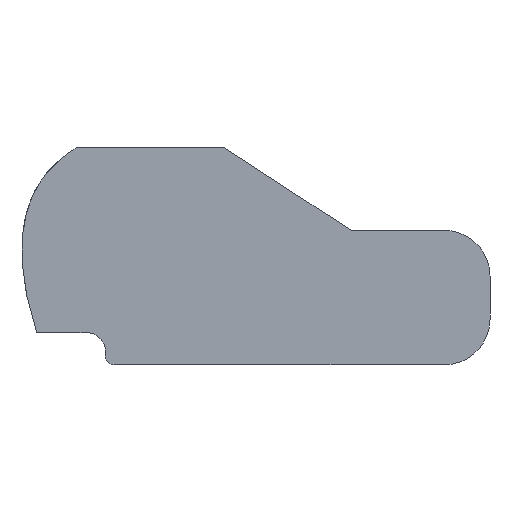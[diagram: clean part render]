
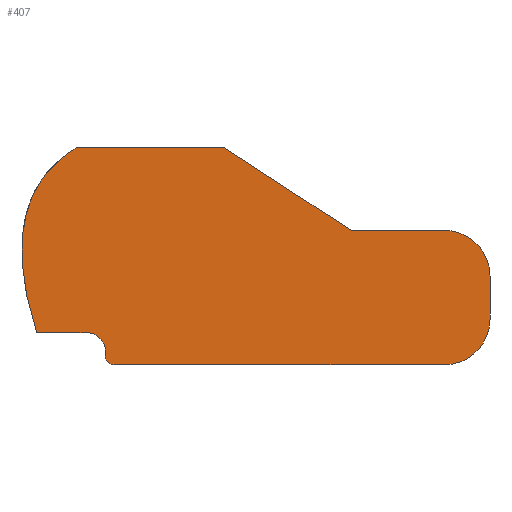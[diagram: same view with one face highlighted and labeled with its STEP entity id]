
A CAD part, front view. The second image highlights one B-rep face of the part: STEP entity #407.
In plain terms, the highlighted planar face has unit normal (0, -1, 0).
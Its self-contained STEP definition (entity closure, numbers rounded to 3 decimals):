
#1 = VERTEX_POINT ( 'NONE', #406 ) ;
#14 = VERTEX_POINT ( 'NONE', #395 ) ;
#16 = ORIENTED_EDGE ( 'NONE', *, *, #195, .T. ) ;
#17 = AXIS2_PLACEMENT_3D ( 'NONE', #538, #360, #283 ) ;
#21 = EDGE_CURVE ( 'NONE', #107, #425, #244, .T. ) ;
#22 = CARTESIAN_POINT ( 'NONE',  ( 5.219, 0., -0.525 ) ) ;
#34 = LINE ( 'NONE', #316, #474 ) ;
#36 = CARTESIAN_POINT ( 'NONE',  ( 0.763, 0., -1.635 ) ) ;
#40 = CARTESIAN_POINT ( 'NONE',  ( 2.807, 0., 0.385 ) ) ;
#42 = DIRECTION ( 'NONE',  ( 1., 0., 0. ) ) ;
#44 = CARTESIAN_POINT ( 'NONE',  ( 0.763, 0., -1.645 ) ) ;
#54 = CARTESIAN_POINT ( 'NONE',  ( 0.599, 0., -0.825 ) ) ;
#58 = CARTESIAN_POINT ( 'NONE',  ( 0.683, 0., -0.231 ) ) ;
#67 = ORIENTED_EDGE ( 'NONE', *, *, #553, .T. ) ;
#80 = EDGE_CURVE ( 'NONE', #487, #99, #353, .T. ) ;
#88 = CARTESIAN_POINT ( 'NONE',  ( 0.731, 0., -1.544 ) ) ;
#90 = LINE ( 'NONE', #426, #514 ) ;
#94 = ORIENTED_EDGE ( 'NONE', *, *, #368, .T. ) ;
#99 = VERTEX_POINT ( 'NONE', #22 ) ;
#101 = CARTESIAN_POINT ( 'NONE',  ( 0.622, 0., -1.068 ) ) ;
#107 = VERTEX_POINT ( 'NONE', #294 ) ;
#119 = DIRECTION ( 'NONE',  ( -0.837, 0., 0.547 ) ) ;
#120 = CIRCLE ( 'NONE', #539, 0.5 ) ;
#124 = CARTESIAN_POINT ( 'NONE',  ( 0.746, 0., -1.595 ) ) ;
#127 = VECTOR ( 'NONE', #196, 1000. ) ;
#129 = ORIENTED_EDGE ( 'NONE', *, *, #179, .T. ) ;
#132 = CARTESIAN_POINT ( 'NONE',  ( 0.756, 0., -1.625 ) ) ;
#136 = VERTEX_POINT ( 'NONE', #367 ) ;
#142 = CARTESIAN_POINT ( 'NONE',  ( 0.652, 0., -1.236 ) ) ;
#155 = DIRECTION ( 'NONE',  ( 0., 0., 1. ) ) ;
#158 = CARTESIAN_POINT ( 'NONE',  ( 0.891, 0., 0.126 ) ) ;
#160 = CARTESIAN_POINT ( 'NONE',  ( 1.613, 0., -1.895 ) ) ;
#162 = CARTESIAN_POINT ( 'NONE',  ( 1.313, 0., -1.845 ) ) ;
#163 = VECTOR ( 'NONE', #372, 1000. ) ;
#165 = EDGE_LOOP ( 'NONE', ( #365, #94, #129, #470, #16, #438, #67, #556, #354, #362, #389, #280 ) ) ;
#170 = DIRECTION ( 'NONE',  ( 0., 1., 0. ) ) ;
#177 = CARTESIAN_POINT ( 'NONE',  ( 0.713, 0., -1.483 ) ) ;
#179 = EDGE_CURVE ( 'NONE', #228, #543, #383, .T. ) ;
#189 = CARTESIAN_POINT ( 'NONE',  ( 1.109, 0., 0.322 ) ) ;
#191 = CIRCLE ( 'NONE', #210, 0.1 ) ;
#194 = CARTESIAN_POINT ( 'NONE',  ( 0.771, 0., 0.013 ) ) ;
#195 = EDGE_CURVE ( 'NONE', #350, #487, #475, .T. ) ;
#196 = DIRECTION ( 'NONE',  ( -1., 0., 0. ) ) ;
#198 = CARTESIAN_POINT ( 'NONE',  ( 0.763, 0., -1.645 ) ) ;
#210 = AXIS2_PLACEMENT_3D ( 'NONE', #160, #480, #532 ) ;
#228 = VERTEX_POINT ( 'NONE', #490 ) ;
#231 = CARTESIAN_POINT ( 'NONE',  ( 0.619, 0., -0.446 ) ) ;
#244 = CIRCLE ( 'NONE', #512, 0.2 ) ;
#249 = EDGE_CURVE ( 'NONE', #136, #446, #516, .T. ) ;
#253 = VECTOR ( 'NONE', #557, 1000. ) ;
#254 = DIRECTION ( 'NONE',  ( 0., 0., 1. ) ) ;
#262 = CARTESIAN_POINT ( 'NONE',  ( 0.891, 0., -1.995 ) ) ;
#276 = B_SPLINE_CURVE_WITH_KNOTS ( 'NONE', 3,
 ( #441, #36, #132, #411, #124, #500, #88, #177, #452, #504, #142, #101, #384, #517, #54, #456, #231, #461, #58, #194, #421, #189, #508, #343, #422 ),
 .UNSPECIFIED., .F., .F.,
 ( 4, 2, 2, 2, 2, 2, 3, 1, 1, 3, 3, 4 ),
 ( 0., 0.008, 0.017, 0.034, 0.068, 0.135, 0.203, 0.263, 0.322, 0.382, 0.588, 0.624 ),
 .UNSPECIFIED. ) ;
#280 = ORIENTED_EDGE ( 'NONE', *, *, #21, .T. ) ;
#283 = DIRECTION ( 'NONE',  ( 0., 0., 1. ) ) ;
#294 = CARTESIAN_POINT ( 'NONE',  ( 1.313, 0., -1.645 ) ) ;
#316 = CARTESIAN_POINT ( 'NONE',  ( 1.513, 0., -1.645 ) ) ;
#317 = EDGE_CURVE ( 'NONE', #543, #350, #120, .T. ) ;
#318 = DIRECTION ( 'NONE',  ( 0., 0., 1. ) ) ;
#324 = AXIS2_PLACEMENT_3D ( 'NONE', #158, #477, #318 ) ;
#338 = CARTESIAN_POINT ( 'NONE',  ( 5.719, 0., -1.025 ) ) ;
#341 = CARTESIAN_POINT ( 'NONE',  ( 1.206, 0., 0.385 ) ) ;
#343 = CARTESIAN_POINT ( 'NONE',  ( 1.173, 0., 0.365 ) ) ;
#346 = FACE_OUTER_BOUND ( 'NONE', #165, .T. ) ;
#348 = EDGE_CURVE ( 'NONE', #1, #425, #34, .T. ) ;
#350 = VERTEX_POINT ( 'NONE', #357 ) ;
#353 = CIRCLE ( 'NONE', #17, 0.5 ) ;
#354 = ORIENTED_EDGE ( 'NONE', *, *, #479, .T. ) ;
#355 = PLANE ( 'NONE',  #324 ) ;
#357 = CARTESIAN_POINT ( 'NONE',  ( 5.719, 0., -1.495 ) ) ;
#360 = DIRECTION ( 'NONE',  ( 0., -1., 0. ) ) ;
#362 = ORIENTED_EDGE ( 'NONE', *, *, #447, .F. ) ;
#365 = ORIENTED_EDGE ( 'NONE', *, *, #348, .F. ) ;
#367 = CARTESIAN_POINT ( 'NONE',  ( 4.201, 0., -0.525 ) ) ;
#368 = EDGE_CURVE ( 'NONE', #1, #228, #191, .T. ) ;
#371 = CARTESIAN_POINT ( 'NONE',  ( 5.219, 0., -1.495 ) ) ;
#372 = DIRECTION ( 'NONE',  ( -1., 0., 0. ) ) ;
#383 = LINE ( 'NONE', #262, #469 ) ;
#384 = CARTESIAN_POINT ( 'NONE',  ( 0.611, 0., -0.984 ) ) ;
#387 = CARTESIAN_POINT ( 'NONE',  ( 5.219, 0., -1.995 ) ) ;
#388 = VECTOR ( 'NONE', #119, 1000. ) ;
#389 = ORIENTED_EDGE ( 'NONE', *, *, #466, .F. ) ;
#391 = DIRECTION ( 'NONE',  ( -1., 0., 0. ) ) ;
#395 = CARTESIAN_POINT ( 'NONE',  ( 1.206, 0., 0.385 ) ) ;
#405 = CARTESIAN_POINT ( 'NONE',  ( 1.513, 0., -1.845 ) ) ;
#406 = CARTESIAN_POINT ( 'NONE',  ( 1.513, 0., -1.895 ) ) ;
#407 = ADVANCED_FACE ( 'NONE', ( #346 ), #355, .F. ) ;
#411 = CARTESIAN_POINT ( 'NONE',  ( 0.75, 0., -1.605 ) ) ;
#418 = LINE ( 'NONE', #341, #127 ) ;
#421 = CARTESIAN_POINT ( 'NONE',  ( 0.923, 0., 0.192 ) ) ;
#422 = CARTESIAN_POINT ( 'NONE',  ( 1.206, 0., 0.385 ) ) ;
#425 = VERTEX_POINT ( 'NONE', #405 ) ;
#426 = CARTESIAN_POINT ( 'NONE',  ( 0.891, 0., -0.525 ) ) ;
#438 = ORIENTED_EDGE ( 'NONE', *, *, #80, .T. ) ;
#441 = CARTESIAN_POINT ( 'NONE',  ( 0.763, 0., -1.645 ) ) ;
#444 = CARTESIAN_POINT ( 'NONE',  ( 1.581, 0., 1.184 ) ) ;
#446 = VERTEX_POINT ( 'NONE', #40 ) ;
#447 = EDGE_CURVE ( 'NONE', #534, #14, #276, .T. ) ;
#452 = CARTESIAN_POINT ( 'NONE',  ( 0.702, 0., -1.442 ) ) ;
#456 = CARTESIAN_POINT ( 'NONE',  ( 0.596, 0., -0.675 ) ) ;
#461 = CARTESIAN_POINT ( 'NONE',  ( 0.657, 0., -0.301 ) ) ;
#466 = EDGE_CURVE ( 'NONE', #107, #534, #484, .T. ) ;
#469 = VECTOR ( 'NONE', #42, 1000. ) ;
#470 = ORIENTED_EDGE ( 'NONE', *, *, #317, .T. ) ;
#474 = VECTOR ( 'NONE', #155, 1000. ) ;
#475 = LINE ( 'NONE', #502, #253 ) ;
#477 = DIRECTION ( 'NONE',  ( 0., 1., 0. ) ) ;
#479 = EDGE_CURVE ( 'NONE', #446, #14, #418, .T. ) ;
#480 = DIRECTION ( 'NONE',  ( 0., -1., 0. ) ) ;
#484 = LINE ( 'NONE', #44, #163 ) ;
#487 = VERTEX_POINT ( 'NONE', #338 ) ;
#490 = CARTESIAN_POINT ( 'NONE',  ( 1.613, 0., -1.995 ) ) ;
#492 = DIRECTION ( 'NONE',  ( 0., 0., 1. ) ) ;
#500 = CARTESIAN_POINT ( 'NONE',  ( 0.737, 0., -1.564 ) ) ;
#501 = DIRECTION ( 'NONE',  ( 0., -1., 0. ) ) ;
#502 = CARTESIAN_POINT ( 'NONE',  ( 5.719, 0., -1.995 ) ) ;
#504 = CARTESIAN_POINT ( 'NONE',  ( 0.67, 0., -1.319 ) ) ;
#508 = CARTESIAN_POINT ( 'NONE',  ( 1.14, 0., 0.345 ) ) ;
#512 = AXIS2_PLACEMENT_3D ( 'NONE', #162, #170, #492 ) ;
#514 = VECTOR ( 'NONE', #391, 1000. ) ;
#516 = LINE ( 'NONE', #444, #388 ) ;
#517 = CARTESIAN_POINT ( 'NONE',  ( 0.605, 0., -0.9 ) ) ;
#532 = DIRECTION ( 'NONE',  ( 0., 0., 1. ) ) ;
#534 = VERTEX_POINT ( 'NONE', #198 ) ;
#538 = CARTESIAN_POINT ( 'NONE',  ( 5.219, 0., -1.025 ) ) ;
#539 = AXIS2_PLACEMENT_3D ( 'NONE', #371, #501, #254 ) ;
#543 = VERTEX_POINT ( 'NONE', #387 ) ;
#553 = EDGE_CURVE ( 'NONE', #99, #136, #90, .T. ) ;
#556 = ORIENTED_EDGE ( 'NONE', *, *, #249, .T. ) ;
#557 = DIRECTION ( 'NONE',  ( 0., 0., 1. ) ) ;
